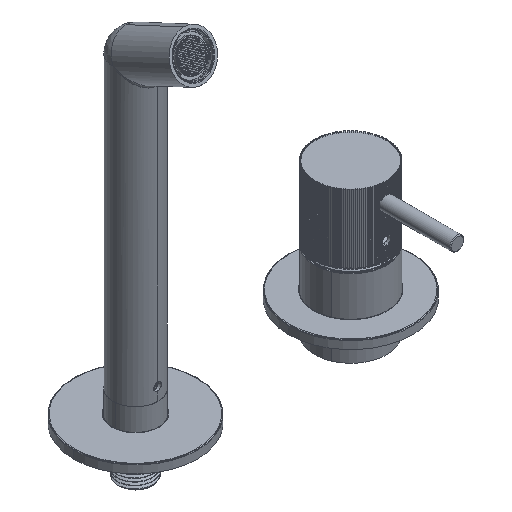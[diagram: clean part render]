
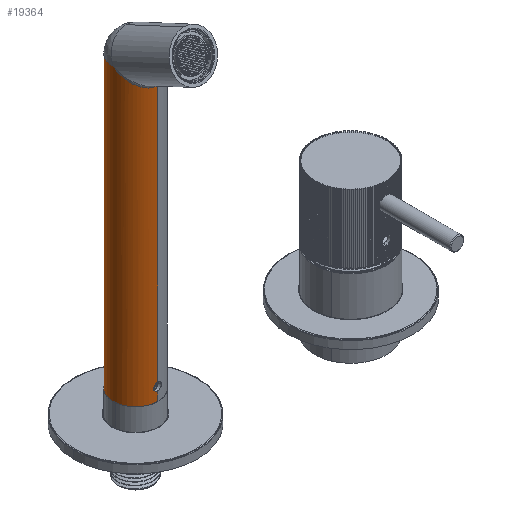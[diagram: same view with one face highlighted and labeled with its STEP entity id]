
A CAD part, isometric view. The second image highlights one B-rep face of the part: STEP entity #19364.
In plain terms, the highlighted cylindrical face has radius 13 mm (diameter 26 mm), a partial arc.
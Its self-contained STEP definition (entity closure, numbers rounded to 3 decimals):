
#18447=CARTESIAN_POINT('',(-13.,0.,244.89));
#18466=CARTESIAN_POINT('',(0.,-13.,
235.334));
#18467=CARTESIAN_POINT('',(-0.688,-13.,
235.332));
#18468=CARTESIAN_POINT('',(-2.09,-12.888,
235.417));
#18469=CARTESIAN_POINT('',(-4.188,-12.377,
235.791));
#18470=CARTESIAN_POINT('',(-6.282,-11.446,
236.476));
#18471=CARTESIAN_POINT('',(-7.877,-10.402,
237.244));
#18472=CARTESIAN_POINT('',(-9.542,-8.945,
238.315));
#18473=CARTESIAN_POINT('',(-11.076,-6.933,
239.793));
#18474=CARTESIAN_POINT('',(-12.032,-5.084,
241.153));
#18475=CARTESIAN_POINT('',(-12.804,-2.712,
242.898));
#18476=CARTESIAN_POINT('',(-13.,-0.933,244.197));
#18477=CARTESIAN_POINT('',(-13.,0.,244.89));
#18479=DIRECTION('',(0.,0.,1.));
#18480=VECTOR('',#18479,149.242);
#18481=CARTESIAN_POINT('',(0.,-13.,
86.092));
#18482=LINE('',#18481,#18480);
#18483=CARTESIAN_POINT('',(0.,-13.,
235.334));
#18496=DIRECTION('',(0.,0.,1.));
#18497=VECTOR('',#18496,5.35);
#18498=CARTESIAN_POINT('',(0.,-13.,76.442));
#18499=LINE('',#18498,#18497);
#18518=CARTESIAN_POINT('',(-2.15,-12.821,83.942));
#18519=CARTESIAN_POINT('',(-2.15,-12.821,84.165));
#18520=CARTESIAN_POINT('',(-2.08,-12.833,
84.613));
#18521=CARTESIAN_POINT('',(-1.769,-12.881,
85.225));
#18522=CARTESIAN_POINT('',(-1.287,-12.94,
85.709));
#18523=CARTESIAN_POINT('',(-0.675,-12.988,
86.021));
#18524=CARTESIAN_POINT('',(-0.225,-13.,
86.092));
#18525=CARTESIAN_POINT('',(0.,-13.,
86.092));
#18527=CARTESIAN_POINT('',(0.,-13.,
86.092));
#18562=CARTESIAN_POINT('',(0.,-13.,
81.792));
#18563=CARTESIAN_POINT('',(-0.223,-13.,
81.792));
#18564=CARTESIAN_POINT('',(-0.671,-12.988,
81.861));
#18565=CARTESIAN_POINT('',(-1.283,-12.941,
82.172));
#18566=CARTESIAN_POINT('',(-1.767,-12.881,
82.655));
#18567=CARTESIAN_POINT('',(-2.079,-12.833,
83.267));
#18568=CARTESIAN_POINT('',(-2.15,-12.821,83.717));
#18569=CARTESIAN_POINT('',(-2.15,-12.821,83.942));
#18584=DIRECTION('',(0.,0.,1.));
#18585=VECTOR('',#18584,168.448);
#18586=CARTESIAN_POINT('',(0.,13.,76.442));
#18587=LINE('',#18586,#18585);
#18593=CARTESIAN_POINT('',(0.,0.,76.442));
#18594=DIRECTION('',(0.,0.,1.));
#18595=DIRECTION('',(0.,1.,0.));
#18596=AXIS2_PLACEMENT_3D('',#18593,#18594,#18595);
#18669=CARTESIAN_POINT('',(0.,0.,244.89));
#18670=DIRECTION('',(0.,0.,-1.));
#18671=DIRECTION('',(-1.,0.,0.));
#18672=AXIS2_PLACEMENT_3D('',#18669,#18670,#18671);
#18757=VERTEX_POINT('',#18447);
#18758=VERTEX_POINT('',#18483);
#18759=VERTEX_POINT('',#18527);
#18761=CARTESIAN_POINT('',(0.,13.,244.89));
#18762=VERTEX_POINT('',#18761);
#18763=CARTESIAN_POINT('',(0.,13.,76.442));
#18764=VERTEX_POINT('',#18763);
#18765=CARTESIAN_POINT('',(0.,-13.,76.442));
#18766=VERTEX_POINT('',#18765);
#18767=CARTESIAN_POINT('',(0.,-13.,
81.792));
#18768=VERTEX_POINT('',#18767);
#18772=CARTESIAN_POINT('',(-2.15,-12.821,83.942));
#18773=VERTEX_POINT('',#18772);
#19347=CARTESIAN_POINT('',(0.,0.,244.89));
#19348=DIRECTION('',(0.,0.,-1.));
#19349=DIRECTION('',(0.,1.,0.));
#19350=AXIS2_PLACEMENT_3D('',#19347,#19348,#19349);
#19351=CYLINDRICAL_SURFACE('',#19350,13.);
#19352=ORIENTED_EDGE('',*,*,#19302,.F.);
#19353=ORIENTED_EDGE('',*,*,#19339,.F.);
#19354=ORIENTED_EDGE('',*,*,#19284,.F.);
#19356=ORIENTED_EDGE('',*,*,#19355,.F.);
#19357=ORIENTED_EDGE('',*,*,#19280,.T.);
#19359=ORIENTED_EDGE('',*,*,#19358,.F.);
#19360=ORIENTED_EDGE('',*,*,#19263,.F.);
#19361=ORIENTED_EDGE('',*,*,#19275,.F.);
#19362=EDGE_LOOP('',(#19352,#19353,#19354,#19356,#19357,#19359,#19360,#19361));
#19363=FACE_OUTER_BOUND('',#19362,.F.);
#19364=ADVANCED_FACE('',(#19363),#19351,.T.);
#18478=B_SPLINE_CURVE_WITH_KNOTS('',3,(#18466,#18467,#18468,#18469,#18470,
#18471,#18472,#18473,#18474,#18475,#18476,#18477),.UNSPECIFIED.,.F.,.F.,(4,1,1,
1,1,1,1,1,1,4),(0.,0.111,0.222,0.333,
0.444,0.556,0.667,0.778,
0.889,1.),.UNSPECIFIED.);
#18526=B_SPLINE_CURVE_WITH_KNOTS('',3,(#18518,#18519,#18520,#18521,#18522,
#18523,#18524,#18525),.UNSPECIFIED.,.F.,.F.,(4,1,1,1,1,4),(0.,0.2,0.4,
0.6,0.8,1.),.UNSPECIFIED.);
#18570=B_SPLINE_CURVE_WITH_KNOTS('',3,(#18562,#18563,#18564,#18565,#18566,
#18567,#18568,#18569),.UNSPECIFIED.,.F.,.F.,(4,1,1,1,1,4),(0.,0.2,0.4,
0.6,0.8,1.),.UNSPECIFIED.);
#18597=CIRCLE('',#18596,13.);
#18673=CIRCLE('',#18672,13.);
#19263=EDGE_CURVE('',#18758,#18757,#18478,.T.);
#19275=EDGE_CURVE('',#18759,#18758,#18482,.T.);
#19280=EDGE_CURVE('',#18764,#18762,#18587,.T.);
#19284=EDGE_CURVE('',#18766,#18768,#18499,.T.);
#19302=EDGE_CURVE('',#18773,#18759,#18526,.T.);
#19339=EDGE_CURVE('',#18768,#18773,#18570,.T.);
#19355=EDGE_CURVE('',#18764,#18766,#18597,.T.);
#19358=EDGE_CURVE('',#18757,#18762,#18673,.T.);
